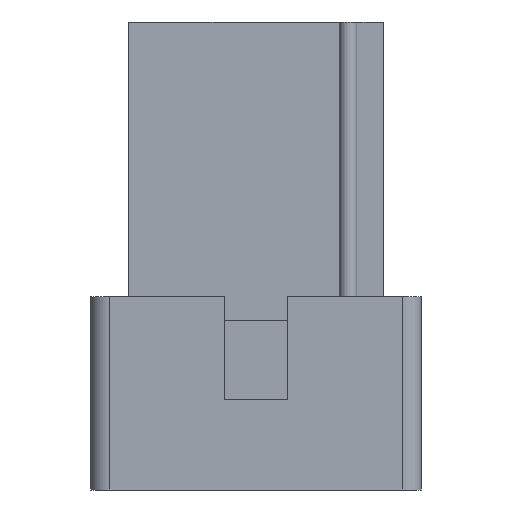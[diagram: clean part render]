
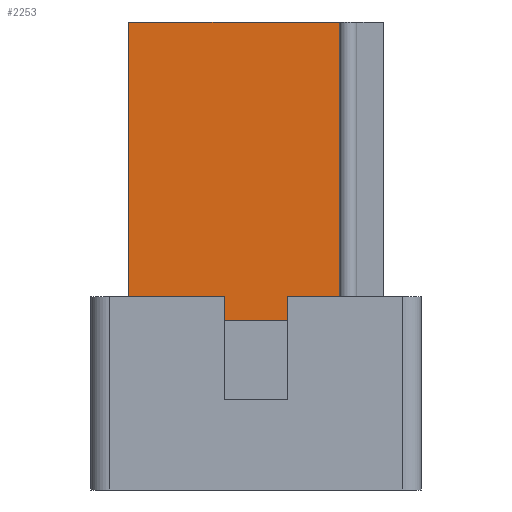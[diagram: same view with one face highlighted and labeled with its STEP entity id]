
A CAD part, front view. The second image highlights one B-rep face of the part: STEP entity #2253.
In plain terms, the highlighted planar face has unit normal (0, -1, 0).
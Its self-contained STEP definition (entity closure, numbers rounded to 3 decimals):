
#30=DIRECTION('',(1.,0.,0.));
#31=VECTOR('',#30,1.635);
#32=CARTESIAN_POINT('',(-2.175,-1.15,0.));
#33=LINE('',#32,#31);
#74=DIRECTION('',(1.,0.,0.));
#75=VECTOR('',#74,0.885);
#76=CARTESIAN_POINT('',(0.54,-1.15,0.));
#77=LINE('',#76,#75);
#78=DIRECTION('',(0.,0.,1.));
#79=VECTOR('',#78,4.7);
#80=CARTESIAN_POINT('',(1.425,-1.15,0.));
#81=LINE('',#80,#79);
#82=DIRECTION('',(0.,0.,1.));
#83=VECTOR('',#82,0.4);
#84=CARTESIAN_POINT('',(0.54,-1.15,-0.4));
#85=LINE('',#84,#83);
#86=DIRECTION('',(0.,0.,-1.));
#87=VECTOR('',#86,0.4);
#88=CARTESIAN_POINT('',(-0.54,-1.15,0.));
#89=LINE('',#88,#87);
#90=DIRECTION('',(0.,0.,-1.));
#91=VECTOR('',#90,4.7);
#92=CARTESIAN_POINT('',(-2.175,-1.15,4.7));
#93=LINE('',#92,#91);
#94=DIRECTION('',(1.,0.,0.));
#95=VECTOR('',#94,3.6);
#96=CARTESIAN_POINT('',(-2.175,-1.15,4.7));
#97=LINE('',#96,#95);
#142=DIRECTION('',(-1.,0.,0.));
#143=VECTOR('',#142,1.08);
#144=CARTESIAN_POINT('',(0.54,-1.15,-0.4));
#145=LINE('',#144,#143);
#1630=CARTESIAN_POINT('',(-2.175,-1.15,4.7));
#1632=VERTEX_POINT('',#1630);
#1645=CARTESIAN_POINT('',(-2.175,-1.15,0.));
#1646=VERTEX_POINT('',#1645);
#1730=CARTESIAN_POINT('',(-0.54,-1.15,0.));
#1732=VERTEX_POINT('',#1730);
#1734=CARTESIAN_POINT('',(0.54,-1.15,0.));
#1736=VERTEX_POINT('',#1734);
#1741=CARTESIAN_POINT('',(0.54,-1.15,-0.4));
#1742=CARTESIAN_POINT('',(-0.54,-1.15,-0.4));
#1743=VERTEX_POINT('',#1741);
#1744=VERTEX_POINT('',#1742);
#2137=CARTESIAN_POINT('',(1.425,-1.15,0.));
#2139=VERTEX_POINT('',#2137);
#2141=CARTESIAN_POINT('',(1.425,-1.15,4.7));
#2142=VERTEX_POINT('',#2141);
#2233=CARTESIAN_POINT('',(-2.825,-1.15,4.7));
#2234=DIRECTION('',(0.,-1.,0.));
#2235=DIRECTION('',(0.,0.,-1.));
#2236=AXIS2_PLACEMENT_3D('',#2233,#2234,#2235);
#2237=PLANE('',#2236);
#2238=ORIENTED_EDGE('',*,*,#2224,.F.);
#2239=ORIENTED_EDGE('',*,*,#2213,.F.);
#2241=ORIENTED_EDGE('',*,*,#2240,.F.);
#2243=ORIENTED_EDGE('',*,*,#2242,.T.);
#2245=ORIENTED_EDGE('',*,*,#2244,.F.);
#2246=ORIENTED_EDGE('',*,*,#2191,.F.);
#2248=ORIENTED_EDGE('',*,*,#2247,.F.);
#2250=ORIENTED_EDGE('',*,*,#2249,.T.);
#2251=EDGE_LOOP('',(#2238,#2239,#2241,#2243,#2245,#2246,#2248,#2250));
#2252=FACE_OUTER_BOUND('',#2251,.F.);
#2191=EDGE_CURVE('',#1646,#1732,#33,.T.);
#2213=EDGE_CURVE('',#1736,#2139,#77,.T.);
#2224=EDGE_CURVE('',#2139,#2142,#81,.T.);
#2240=EDGE_CURVE('',#1743,#1736,#85,.T.);
#2242=EDGE_CURVE('',#1743,#1744,#145,.T.);
#2244=EDGE_CURVE('',#1732,#1744,#89,.T.);
#2247=EDGE_CURVE('',#1632,#1646,#93,.T.);
#2249=EDGE_CURVE('',#1632,#2142,#97,.T.);
#2253=ADVANCED_FACE('',(#2252),#2237,.T.);
